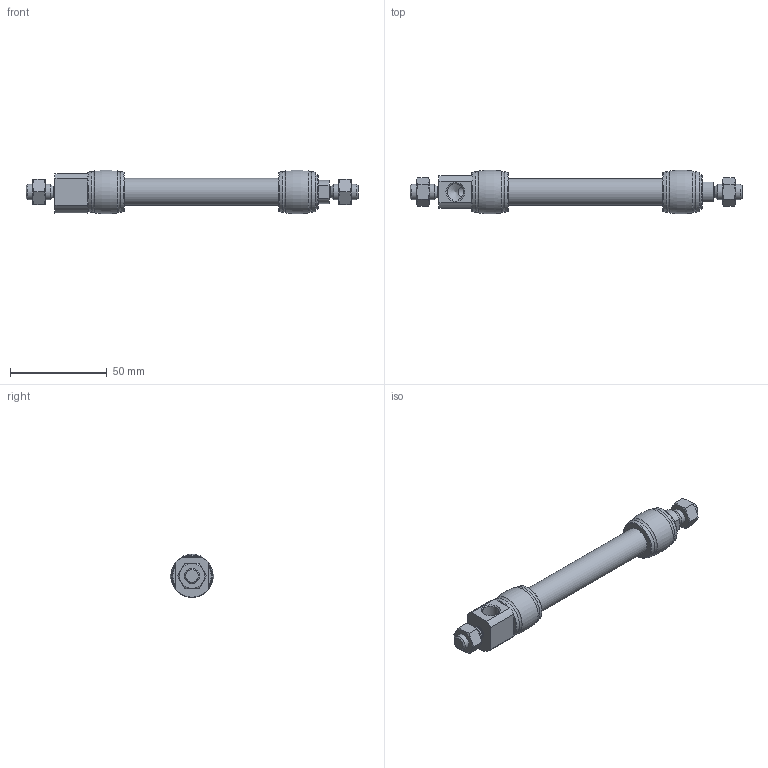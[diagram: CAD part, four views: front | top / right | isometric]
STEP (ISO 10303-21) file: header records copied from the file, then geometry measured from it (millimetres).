
FILE_DESCRIPTION(/* description */ ('STEP AP214'),/* implementation_level */ '2;1');
FILE_NAME(/* name */ '8114536_DMSP-10-80N-RM-CM',/* time_stamp */ '2024-08-20T14:52:15+02:00',/* author */ ('License CC BY-ND 4.0'),/* organization */ ('CADENAS'),/* preprocessor_version */ 'ST-DEVELOPER v19.3',/* originating_system */ 'PARTsolutions',/* authorisation */ ' ');
FILE_SCHEMA (('AUTOMOTIVE_DESIGN {1 0 10303 214 3 1 1}'));
Length unit declared in the file: millimetre
Products named in the file (3): 8114536 DMSP-10-80N-RM-CM---(0); 541403 DMSP-10-80N-RM-CM---(0SP); DIN 934 - M8(F)
Assembly tree (3 placements, depth 2):
  8114536 DMSP-10-80N-RM-CM---(0)
    541403 DMSP-10-80N-RM-CM---(0SP)
    DIN 934 - M8(F)  x2
Bounding box: 172 x 22.48 x 22.46 mm (x, y, z)
Volume: 28051.3 mm3; surface area: 14024.3 mm2
Topology: 3 solids, 3 shells, 91 faces, 192 edges, 116 vertices
Faces by surface type: plane 39, cylinder 18, torus 18, cone 16
Full cylindrical faces by diameter (mm): 6 x3, 6.647 x2, 8 x2, 8.566 x1, 9.8 x2, 10 x1, 14 x1, 18 x1
Entity records: 2362 total; most frequent: CARTESIAN_POINT 360, DIRECTION 330, ORIENTED_EDGE 226, AXIS2_PLACEMENT_3D 149, FACE_BOUND 132, EDGE_LOOP 131, EDGE_CURVE 113, VERTEX_POINT 91
